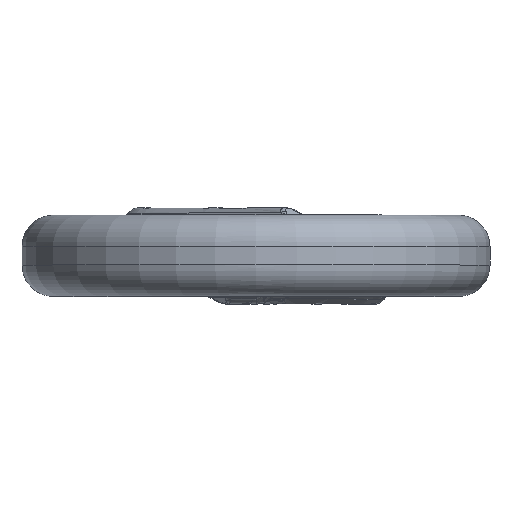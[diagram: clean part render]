
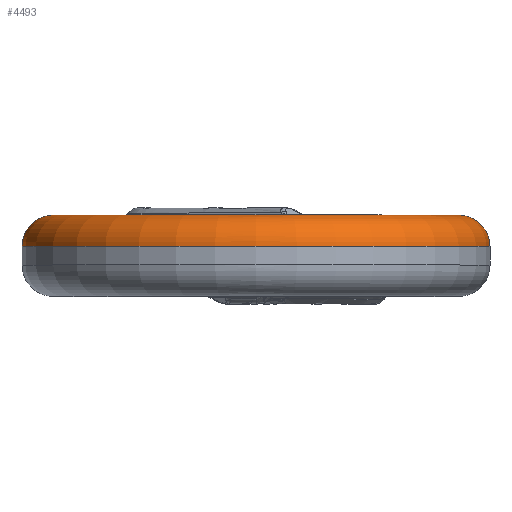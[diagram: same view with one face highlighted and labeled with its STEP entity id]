
A CAD part, top view. The second image highlights one B-rep face of the part: STEP entity #4493.
In plain terms, the highlighted toroidal (fillet/blend) face has major radius 6.5 mm and minor radius 1 mm.
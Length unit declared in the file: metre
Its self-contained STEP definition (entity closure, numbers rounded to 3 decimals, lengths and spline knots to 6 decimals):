
#23=TOROIDAL_SURFACE('',#4678,0.0065,0.001);
#72=CIRCLE('',#4673,0.0075);
#74=CIRCLE('',#4677,0.0065);
#1317=ORIENTED_EDGE('',*,*,#1973,.F.);
#1318=ORIENTED_EDGE('',*,*,#1937,.T.);
#1319=ORIENTED_EDGE('',*,*,#1940,.T.);
#1320=ORIENTED_EDGE('',*,*,#1943,.T.);
#1321=ORIENTED_EDGE('',*,*,#1971,.T.);
#1937=EDGE_CURVE('',#2286,#2288,#2461,.T.);
#1940=EDGE_CURVE('',#2288,#2290,#2463,.T.);
#1943=EDGE_CURVE('',#2290,#2292,#2465,.T.);
#1971=EDGE_CURVE('',#2309,#2309,#72,.T.);
#1973=EDGE_CURVE('',#2286,#2292,#74,.T.);
#2286=VERTEX_POINT('',#7495);
#2288=VERTEX_POINT('',#7519);
#2290=VERTEX_POINT('',#7574);
#2292=VERTEX_POINT('',#7628);
#2309=VERTEX_POINT('',#8057);
#2461=B_SPLINE_CURVE_WITH_KNOTS('',3,(#7520,#7521,#7522,#7523,#7524,#7525),
 .UNSPECIFIED.,.F.,.F.,(4,1,1,4),(0.,0.5,0.75,1.),.UNSPECIFIED.);
#2463=B_SPLINE_CURVE_WITH_KNOTS('',3,(#7575,#7576,#7577,#7578,#7579,#7580,
#7581,#7582,#7583,#7584,#7585,#7586,#7587,#7588,#7589,#7590,#7591,#7592,
#7593),.UNSPECIFIED.,.F.,.F.,(4,1,1,1,1,1,1,1,1,1,1,1,1,1,1,1,4),(0.,0.0625,
0.125,0.1875,0.25,0.375,0.5,0.5625,0.625,0.6875,0.75,0.8125,0.84375,0.875,
0.90625,0.9375,1.),.UNSPECIFIED.);
#2465=B_SPLINE_CURVE_WITH_KNOTS('',3,(#7629,#7630,#7631,#7632),
 .UNSPECIFIED.,.F.,.F.,(4,4),(0.,0.000132),.UNSPECIFIED.);
#2717=EDGE_LOOP('',(#1317,#1318,#1319,#1320));
#2718=EDGE_LOOP('',(#1321));
#2929=FACE_BOUND('',#2717,.T.);
#2930=FACE_BOUND('',#2718,.T.);
#4493=ADVANCED_FACE('',(#2929,#2930),#23,.T.);
#4673=AXIS2_PLACEMENT_3D('',#8056,#5200,#5201);
#4677=AXIS2_PLACEMENT_3D('',#8061,#5208,#5209);
#4678=AXIS2_PLACEMENT_3D('',#8062,#5210,#5211);
#5200=DIRECTION('',(0.,1.,0.));
#5201=DIRECTION('',(0.,0.,1.));
#5208=DIRECTION('',(0.,1.,0.));
#5209=DIRECTION('',(0.,0.,1.));
#5210=DIRECTION('',(0.,1.,0.));
#5211=DIRECTION('',(0.,0.,1.));
#7495=CARTESIAN_POINT('',(-0.004156,0.0013,-0.004998));
#7519=CARTESIAN_POINT('',(-0.004311,0.001071,-0.005688));
#7520=CARTESIAN_POINT('',(-0.004156,0.0013,-0.004998));
#7521=CARTESIAN_POINT('',(-0.004175,0.0013,-0.005091));
#7522=CARTESIAN_POINT('',(-0.004228,0.001289,-0.005275));
#7523=CARTESIAN_POINT('',(-0.004302,0.001142,-0.005589));
#7524=CARTESIAN_POINT('',(-0.004309,0.001089,-0.005661));
#7525=CARTESIAN_POINT('',(-0.004311,0.001071,-0.005688));
#7574=CARTESIAN_POINT('',(-0.003227,0.001294,-0.005771));
#7575=CARTESIAN_POINT('',(-0.004311,0.001071,-0.005688));
#7576=CARTESIAN_POINT('',(-0.004315,0.001026,-0.005753));
#7577=CARTESIAN_POINT('',(-0.00431,0.00093,-0.005869));
#7578=CARTESIAN_POINT('',(-0.004286,0.000827,-0.005977));
#7579=CARTESIAN_POINT('',(-0.004203,0.000676,-0.006129));
#7580=CARTESIAN_POINT('',(-0.004059,0.000531,-0.006281));
#7581=CARTESIAN_POINT('',(-0.003767,0.000399,-0.006485));
#7582=CARTESIAN_POINT('',(-0.003432,0.000436,-0.006663));
#7583=CARTESIAN_POINT('',(-0.003194,0.000577,-0.006748));
#7584=CARTESIAN_POINT('',(-0.003069,0.000748,-0.006733));
#7585=CARTESIAN_POINT('',(-0.00303,0.000886,-0.006662));
#7586=CARTESIAN_POINT('',(-0.003045,0.001052,-0.00649));
#7587=CARTESIAN_POINT('',(-0.003073,0.001113,-0.006383));
#7588=CARTESIAN_POINT('',(-0.003104,0.001173,-0.006265));
#7589=CARTESIAN_POINT('',(-0.003138,0.001219,-0.006142));
#7590=CARTESIAN_POINT('',(-0.003151,0.001233,-0.006096));
#7591=CARTESIAN_POINT('',(-0.003196,0.001279,-0.005918));
#7592=CARTESIAN_POINT('',(-0.003214,0.00129,-0.005819));
#7593=CARTESIAN_POINT('',(-0.003222,0.001294,-0.00577));
#7628=CARTESIAN_POINT('',(-0.003232,0.0013,-0.00564));
#7629=CARTESIAN_POINT('',(-0.003221,0.001294,-0.005771));
#7630=CARTESIAN_POINT('',(-0.003228,0.001298,-0.005727));
#7631=CARTESIAN_POINT('',(-0.003232,0.0013,-0.005684));
#7632=CARTESIAN_POINT('',(-0.003232,0.0013,-0.00564));
#8056=CARTESIAN_POINT('',(0.,0.0003,0.));
#8057=CARTESIAN_POINT('',(0.,0.0003,0.0075));
#8061=CARTESIAN_POINT('',(0.,0.0013,0.));
#8062=CARTESIAN_POINT('',(0.,0.0003,0.));
